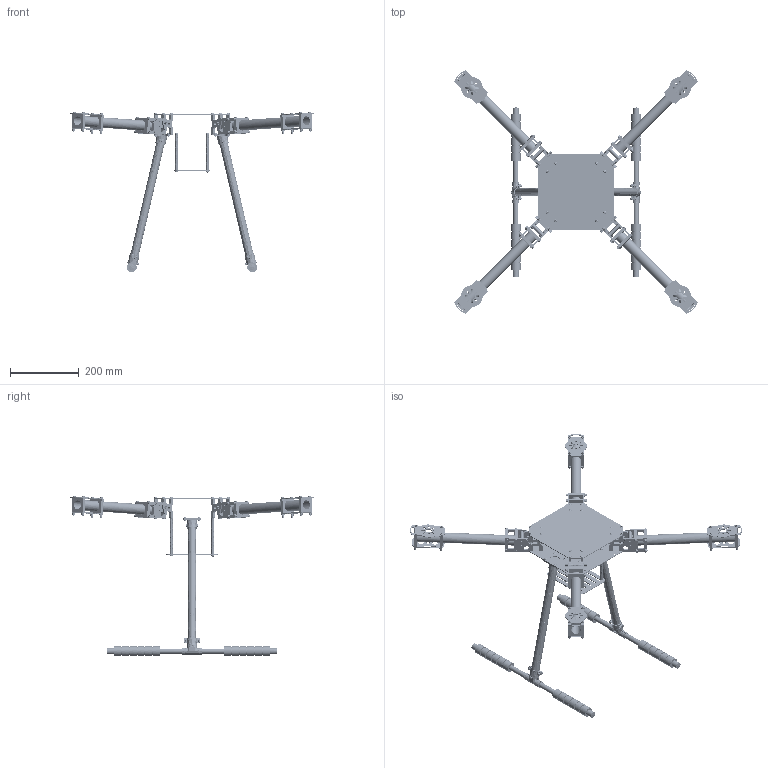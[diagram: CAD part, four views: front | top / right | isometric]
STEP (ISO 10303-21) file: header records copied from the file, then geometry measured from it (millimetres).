
FILE_DESCRIPTION(('FreeCAD Model'),'2;1');
FILE_NAME('Open CASCADE Shape Model','2025-04-27T07:48:11',('FreeCAD'),( 'FreeCAD'),'Open CASCADE STEP processor 7.6','FreeCAD','Unknown');
FILE_SCHEMA(('AUTOMOTIVE_DESIGN { 1 0 10303 214 1 1 1 1 }'));
Products named in the file (1): Open CASCADE STEP translator 7.6 1
Bounding box: 707.71 x 707.71 x 465.81 mm (x, y, z)
Volume: 1259352.2 mm3; surface area: 1150566.8 mm2
Topology: 231 solids, 231 shells, 7816 faces, 19894 edges, 12782 vertices
Faces by surface type: bspline 7816
Entity records: 247196 total; most frequent: CARTESIAN_POINT 133395, ORIENTED_EDGE 39532, EDGE_CURVE 19766, VERTEX_POINT 12782, B_SPLINE_CURVE_WITH_KNOTS 11286, FACE_BOUND 8990, EDGE_LOOP 8990, ADVANCED_FACE 7816
